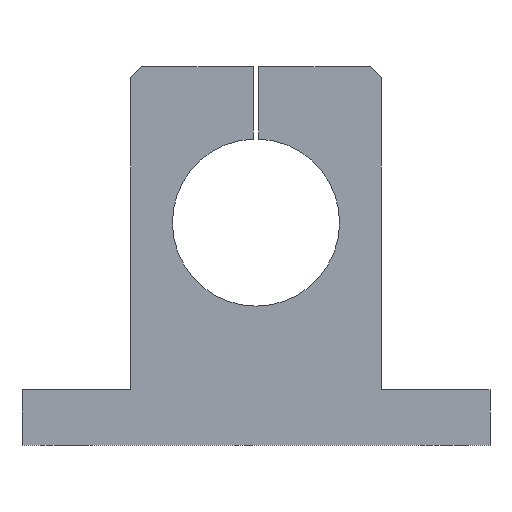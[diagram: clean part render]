
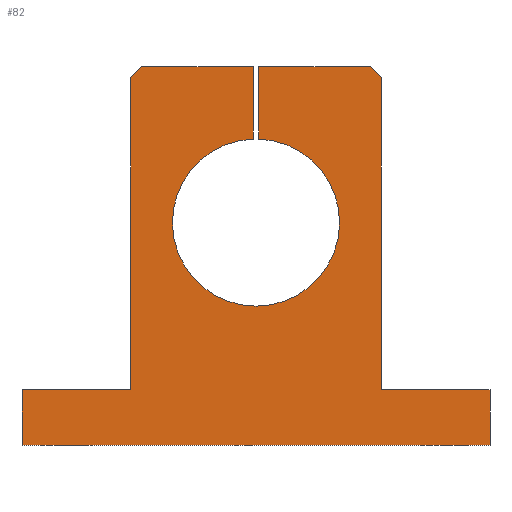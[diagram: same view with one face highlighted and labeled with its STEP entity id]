
A CAD part, front view. The second image highlights one B-rep face of the part: STEP entity #82.
In plain terms, the highlighted planar face has unit normal (0, -1, 0).
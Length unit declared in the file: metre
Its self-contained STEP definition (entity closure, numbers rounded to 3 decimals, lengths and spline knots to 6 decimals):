
#82 = ADVANCED_FACE( '', ( #178 ), #179, .F. );
#178 = FACE_OUTER_BOUND( '', #286, .T. );
#179 = PLANE( '', #287 );
#286 = EDGE_LOOP( '', ( #464, #465, #466, #467, #468, #469, #470, #471, #472, #473, #474, #475, #476, #477 ) );
#287 = AXIS2_PLACEMENT_3D( '', #478, #479, #480 );
#464 = ORIENTED_EDGE( '', *, *, #669, .F. );
#465 = ORIENTED_EDGE( '', *, *, #643, .T. );
#466 = ORIENTED_EDGE( '', *, *, #670, .F. );
#467 = ORIENTED_EDGE( '', *, *, #671, .T. );
#468 = ORIENTED_EDGE( '', *, *, #654, .T. );
#469 = ORIENTED_EDGE( '', *, *, #672, .T. );
#470 = ORIENTED_EDGE( '', *, *, #673, .F. );
#471 = ORIENTED_EDGE( '', *, *, #665, .T. );
#472 = ORIENTED_EDGE( '', *, *, #674, .F. );
#473 = ORIENTED_EDGE( '', *, *, #675, .F. );
#474 = ORIENTED_EDGE( '', *, *, #676, .F. );
#475 = ORIENTED_EDGE( '', *, *, #677, .F. );
#476 = ORIENTED_EDGE( '', *, *, #660, .F. );
#477 = ORIENTED_EDGE( '', *, *, #637, .F. );
#478 = CARTESIAN_POINT( '', ( -0.042, -0.014, 0. ) );
#479 = DIRECTION( '', ( 0., 1., 0. ) );
#480 = DIRECTION( '', ( 0., 0., 1. ) );
#637 = EDGE_CURVE( '', #764, #766, #767, .T. );
#643 = EDGE_CURVE( '', #775, #773, #776, .F. );
#654 = EDGE_CURVE( '', #792, #790, #793, .T. );
#660 = EDGE_CURVE( '', #766, #799, #800, .T. );
#665 = EDGE_CURVE( '', #806, #807, #808, .F. );
#669 = EDGE_CURVE( '', #775, #764, #812, .T. );
#670 = EDGE_CURVE( '', #813, #773, #814, .T. );
#671 = EDGE_CURVE( '', #813, #792, #815, .T. );
#672 = EDGE_CURVE( '', #790, #816, #817, .T. );
#673 = EDGE_CURVE( '', #806, #816, #818, .T. );
#674 = EDGE_CURVE( '', #819, #807, #820, .T. );
#675 = EDGE_CURVE( '', #821, #819, #822, .T. );
#676 = EDGE_CURVE( '', #823, #821, #824, .T. );
#677 = EDGE_CURVE( '', #799, #823, #825, .T. );
#764 = VERTEX_POINT( '', #939 );
#766 = VERTEX_POINT( '', #942 );
#767 = LINE( '', #943, #944 );
#773 = VERTEX_POINT( '', #952 );
#775 = VERTEX_POINT( '', #955 );
#776 = LINE( '', #956, #957 );
#790 = VERTEX_POINT( '', #975 );
#792 = VERTEX_POINT( '', #978 );
#793 = CIRCLE( '', #979, 0.015 );
#799 = VERTEX_POINT( '', #988 );
#800 = LINE( '', #989, #990 );
#806 = VERTEX_POINT( '', #997 );
#807 = VERTEX_POINT( '', #998 );
#808 = LINE( '', #999, #1000 );
#812 = LINE( '', #1006, #1007 );
#813 = VERTEX_POINT( '', #1008 );
#814 = LINE( '', #1009, #1010 );
#815 = LINE( '', #1011, #1012 );
#816 = VERTEX_POINT( '', #1013 );
#817 = LINE( '', #1014, #1015 );
#818 = LINE( '', #1016, #1017 );
#819 = VERTEX_POINT( '', #1018 );
#820 = LINE( '', #1019, #1020 );
#821 = VERTEX_POINT( '', #1021 );
#822 = LINE( '', #1022, #1023 );
#823 = VERTEX_POINT( '', #1024 );
#824 = LINE( '', #1025, #1026 );
#825 = LINE( '', #1027, #1028 );
#939 = CARTESIAN_POINT( '', ( 0.0225, -0.014, 0.01 ) );
#942 = CARTESIAN_POINT( '', ( 0.042, -0.014, 0.01 ) );
#943 = CARTESIAN_POINT( '', ( 0.0225, -0.014, 0.01 ) );
#944 = VECTOR( '', #1101, 1. );
#952 = CARTESIAN_POINT( '', ( 0.0205, -0.014, 0.068 ) );
#955 = CARTESIAN_POINT( '', ( 0.0225, -0.014, 0.066 ) );
#956 = CARTESIAN_POINT( '', ( 0.0205, -0.014, 0.068 ) );
#957 = VECTOR( '', #1108, 1. );
#975 = CARTESIAN_POINT( '', ( -0.0005, -0.014, 0.054992 ) );
#978 = CARTESIAN_POINT( '', ( 0.0005, -0.014, 0.054992 ) );
#979 = AXIS2_PLACEMENT_3D( '', #1120, #1121, #1122 );
#988 = CARTESIAN_POINT( '', ( 0.042, -0.014, 0. ) );
#989 = CARTESIAN_POINT( '', ( 0.042, -0.014, 0.01 ) );
#990 = VECTOR( '', #1126, 1. );
#997 = CARTESIAN_POINT( '', ( -0.0205, -0.014, 0.068 ) );
#998 = CARTESIAN_POINT( '', ( -0.0225, -0.014, 0.066 ) );
#999 = CARTESIAN_POINT( '', ( -0.0225, -0.014, 0.066 ) );
#1000 = VECTOR( '', #1131, 1. );
#1006 = CARTESIAN_POINT( '', ( 0.0225, -0.014, 0.068 ) );
#1007 = VECTOR( '', #1134, 1. );
#1008 = CARTESIAN_POINT( '', ( 0.0005, -0.014, 0.068 ) );
#1009 = CARTESIAN_POINT( '', ( -0.0225, -0.014, 0.068 ) );
#1010 = VECTOR( '', #1135, 1. );
#1011 = CARTESIAN_POINT( '', ( 0.0005, -0.014, 0.068 ) );
#1012 = VECTOR( '', #1136, 1. );
#1013 = CARTESIAN_POINT( '', ( -0.0005, -0.014, 0.068 ) );
#1014 = CARTESIAN_POINT( '', ( -0.0005, -0.014, 0.04 ) );
#1015 = VECTOR( '', #1137, 1. );
#1016 = CARTESIAN_POINT( '', ( -0.0225, -0.014, 0.068 ) );
#1017 = VECTOR( '', #1138, 1. );
#1018 = CARTESIAN_POINT( '', ( -0.0225, -0.014, 0.01 ) );
#1019 = CARTESIAN_POINT( '', ( -0.0225, -0.014, 0.01 ) );
#1020 = VECTOR( '', #1139, 1. );
#1021 = CARTESIAN_POINT( '', ( -0.042, -0.014, 0.01 ) );
#1022 = CARTESIAN_POINT( '', ( -0.042, -0.014, 0.01 ) );
#1023 = VECTOR( '', #1140, 1. );
#1024 = CARTESIAN_POINT( '', ( -0.042, -0.014, 0. ) );
#1025 = CARTESIAN_POINT( '', ( -0.042, -0.014, 0. ) );
#1026 = VECTOR( '', #1141, 1. );
#1027 = CARTESIAN_POINT( '', ( 0.042, -0.014, 0. ) );
#1028 = VECTOR( '', #1142, 1. );
#1101 = DIRECTION( '', ( 1., 0., 0. ) );
#1108 = DIRECTION( '', ( 0.707, 0., -0.707 ) );
#1120 = CARTESIAN_POINT( '', ( 0., -0.014, 0.04 ) );
#1121 = DIRECTION( '', ( 0., 1., 0. ) );
#1122 = DIRECTION( '', ( 1., 0., 0. ) );
#1126 = DIRECTION( '', ( 0., 0., -1. ) );
#1131 = DIRECTION( '', ( 0.707, 0., 0.707 ) );
#1134 = DIRECTION( '', ( 0., 0., -1. ) );
#1135 = DIRECTION( '', ( 1., 0., 0. ) );
#1136 = DIRECTION( '', ( 0., 0., -1. ) );
#1137 = DIRECTION( '', ( 0., 0., 1. ) );
#1138 = DIRECTION( '', ( 1., 0., 0. ) );
#1139 = DIRECTION( '', ( 0., 0., 1. ) );
#1140 = DIRECTION( '', ( 1., 0., 0. ) );
#1141 = DIRECTION( '', ( 0., 0., 1. ) );
#1142 = DIRECTION( '', ( -1., 0., 0. ) );
